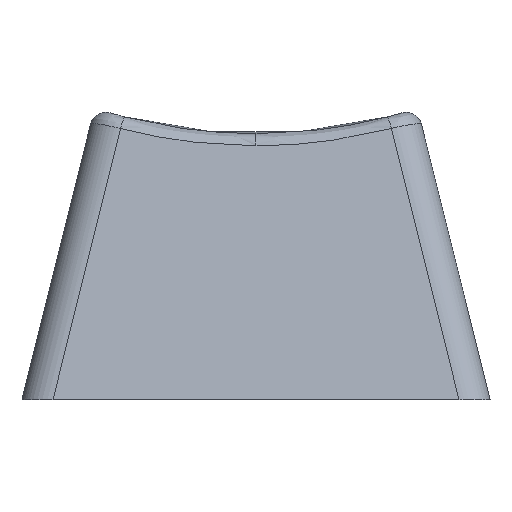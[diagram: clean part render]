
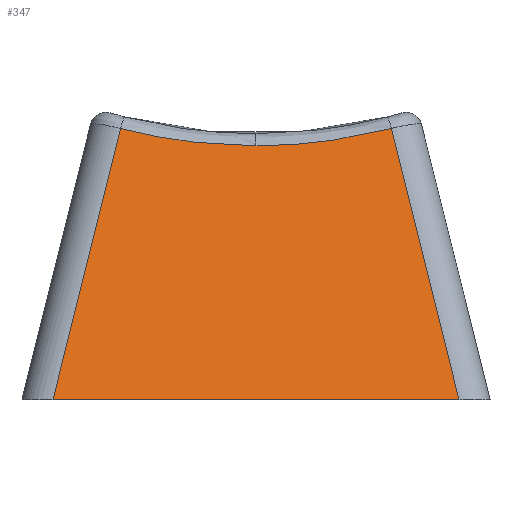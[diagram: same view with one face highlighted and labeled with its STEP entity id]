
A CAD part, left-side view. The second image highlights one B-rep face of the part: STEP entity #347.
In plain terms, the highlighted planar face has unit normal (-0.97, 0, 0.241).
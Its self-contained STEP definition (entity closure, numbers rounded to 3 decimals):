
#298=CARTESIAN_POINT('',(132.384,-74.4,2.145));
#299=DIRECTION('',(-0.97,0.,0.242));
#300=DIRECTION('',(0.242,0.,0.97));
#301=AXIS2_PLACEMENT_3D('',#298,#299,#300);
#302=PLANE('',#301);
#303=CARTESIAN_POINT('',(131.85,-66.463,0.));
#304=VERTEX_POINT('',#303);
#305=CARTESIAN_POINT('',(131.85,-82.337,0.));
#306=VERTEX_POINT('',#305);
#307=CARTESIAN_POINT('',(131.85,-66.463,0.));
#308=DIRECTION('',(-0.,-1.,-0.));
#309=VECTOR('',#308,15.874);
#310=LINE('',#307,#309);
#311=EDGE_CURVE('',#304,#306,#310,.T.);
#312=ORIENTED_EDGE('',*,*,#311,.T.);
#313=CARTESIAN_POINT('',(134.489,-79.698,10.604));
#314=VERTEX_POINT('',#313);
#315=CARTESIAN_POINT('',(131.85,-82.337,0.));
#316=DIRECTION('',(0.235,0.235,0.943));
#317=VECTOR('',#316,11.241);
#318=LINE('',#315,#317);
#319=EDGE_CURVE('',#306,#314,#318,.T.);
#320=ORIENTED_EDGE('',*,*,#319,.T.);
#321=CARTESIAN_POINT('',(134.321,-74.4,9.926));
#322=VERTEX_POINT('',#321);
#323=CARTESIAN_POINT('',(139.56,-74.4,30.975));
#324=DIRECTION('',(0.97,-0.,-0.242));
#325=DIRECTION('',(-0.242,-0.,-0.97));
#326=AXIS2_PLACEMENT_3D('',#323,#324,#325);
#327=ELLIPSE('',#326,21.691,21.049);
#328=EDGE_CURVE('',#314,#322,#327,.T.);
#329=ORIENTED_EDGE('',*,*,#328,.T.);
#330=CARTESIAN_POINT('',(134.489,-69.102,10.604));
#331=VERTEX_POINT('',#330);
#332=CARTESIAN_POINT('',(139.56,-74.4,30.975));
#333=DIRECTION('',(0.97,-0.,-0.242));
#334=DIRECTION('',(-0.242,-0.,-0.97));
#335=AXIS2_PLACEMENT_3D('',#332,#333,#334);
#336=ELLIPSE('',#335,21.691,21.049);
#337=EDGE_CURVE('',#322,#331,#336,.T.);
#338=ORIENTED_EDGE('',*,*,#337,.T.);
#339=CARTESIAN_POINT('',(134.489,-69.102,10.604));
#340=DIRECTION('',(-0.235,0.235,-0.943));
#341=VECTOR('',#340,11.241);
#342=LINE('',#339,#341);
#343=EDGE_CURVE('',#331,#304,#342,.T.);
#344=ORIENTED_EDGE('',*,*,#343,.T.);
#345=EDGE_LOOP('',(#312,#320,#329,#338,#344));
#346=FACE_BOUND('',#345,.T.);
#347=ADVANCED_FACE('',(#346),#302,.T.);
